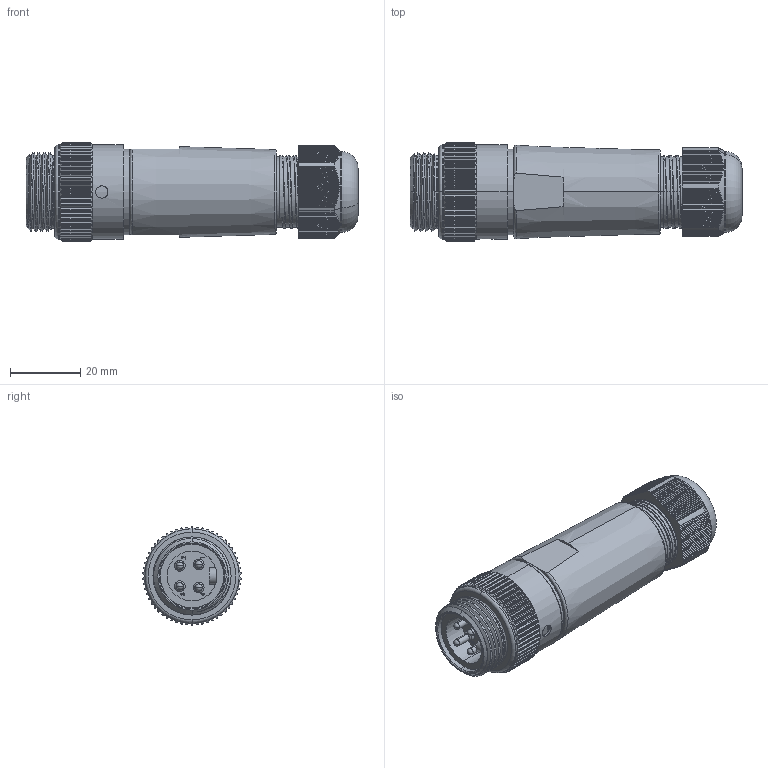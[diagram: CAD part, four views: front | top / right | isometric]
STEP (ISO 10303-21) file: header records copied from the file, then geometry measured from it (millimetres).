
FILE_DESCRIPTION (( 'STEP AP214' ), '1' );
FILE_NAME ('MIN-4MPM-FW.STEP', '2015-08-13T16:04:57', ( 'IT' ), ( '' ), 'SwSTEP 2.0', 'SolidWorks 2015', '' );
FILE_SCHEMA (( 'AUTOMOTIVE_DESIGN' ));
Length unit declared in the file: millimetre
Products named in the file (1): MIN-4MPM-FW
Bounding box: 94.57 x 27.96 x 28 mm (x, y, z)
Volume: 43487.6 mm3; surface area: 12691.5 mm2
Topology: 1 solids, 1 shells, 873 faces, 2516 edges, 1660 vertices
Faces by surface type: plane 465, cylinder 332, bspline 27, torus 21, cone 20, sphere 8
Entity records: 44123 total; most frequent: CARTESIAN_POINT 13552, ORIENTED_EDGE 5016, DIRECTION 3459, EDGE_CURVE 2508, VERTEX_POINT 1660, LINE 1165, VECTOR 1165, AXIS2_PLACEMENT_3D 1147
